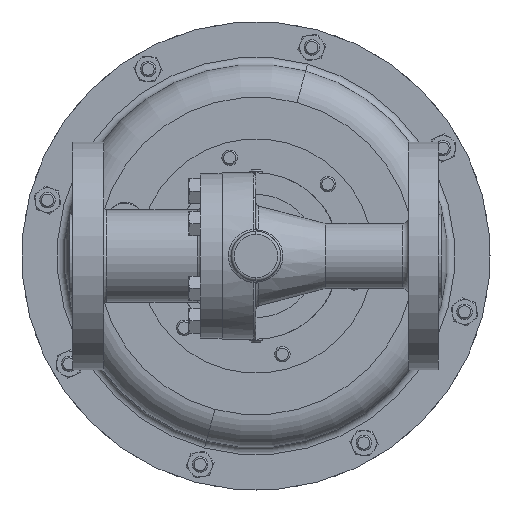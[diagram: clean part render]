
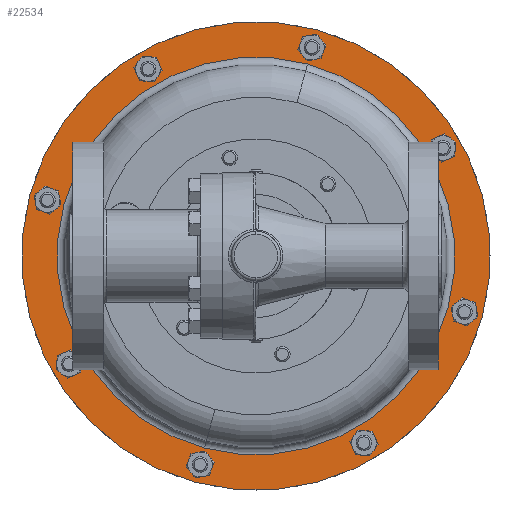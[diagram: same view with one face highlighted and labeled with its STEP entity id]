
A CAD part, front view. The second image highlights one B-rep face of the part: STEP entity #22534.
In plain terms, the highlighted planar face has unit normal (0, -1, 0).
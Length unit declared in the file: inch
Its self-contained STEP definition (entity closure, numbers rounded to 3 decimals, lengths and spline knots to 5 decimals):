
#17 = EDGE_CURVE ( 'NONE', #582, #12302, #14545, .T. ) ;
#582 = VERTEX_POINT ( 'NONE', #22584 ) ;
#838 = CIRCLE ( 'NONE', #2812, 4.029 ) ;
#1717 = FACE_OUTER_BOUND ( 'NONE', #25406, .T. ) ;
#1793 = DIRECTION ( 'NONE',  ( 0., -1., 0. ) ) ;
#1869 = AXIS2_PLACEMENT_3D ( 'NONE', #13978, #2120, #15944 ) ;
#2120 = DIRECTION ( 'NONE',  ( 0., 1., 0. ) ) ;
#2812 = AXIS2_PLACEMENT_3D ( 'NONE', #11798, #25654, #13797 ) ;
#3567 = FACE_BOUND ( 'NONE', #22918, .T. ) ;
#3854 = AXIS2_PLACEMENT_3D ( 'NONE', #11209, #25059, #13212 ) ;
#3858 = ORIENTED_EDGE ( 'NONE', *, *, #6853, .T. ) ;
#6853 = EDGE_CURVE ( 'NONE', #24222, #18110, #838, .T. ) ;
#6919 = CIRCLE ( 'NONE', #1869, 4.029 ) ;
#7807 = CARTESIAN_POINT ( 'NONE',  ( 0.34286, 10.55036, 3.59738 ) ) ;
#9110 = AXIS2_PLACEMENT_3D ( 'NONE', #7807, #21659, #9796 ) ;
#9491 = EDGE_CURVE ( 'NONE', #18110, #24222, #6919, .T. ) ;
#9796 = DIRECTION ( 'NONE',  ( -0.259, 0., -0.966 ) ) ;
#10527 = EDGE_CURVE ( 'NONE', #12302, #582, #15851, .T. ) ;
#11209 = CARTESIAN_POINT ( 'NONE',  ( 0.34286, 10.55036, 3.59738 ) ) ;
#11798 = CARTESIAN_POINT ( 'NONE',  ( 0.34286, 10.55036, 3.59738 ) ) ;
#11804 = AXIS2_PLACEMENT_3D ( 'NONE', #19523, #1793, #15618 ) ;
#12293 = CARTESIAN_POINT ( 'NONE',  ( 1.57225, 10.55036, 8.18553 ) ) ;
#12302 = VERTEX_POINT ( 'NONE', #12293 ) ;
#12435 = ORIENTED_EDGE ( 'NONE', *, *, #17, .F. ) ;
#13212 = DIRECTION ( 'NONE',  ( -0.259, 0., -0.966 ) ) ;
#13521 = CARTESIAN_POINT ( 'NONE',  ( -0.69992, 10.55036, -0.29433 ) ) ;
#13649 = PLANE ( 'NONE',  #11804 ) ;
#13797 = DIRECTION ( 'NONE',  ( -0.259, 0., -0.966 ) ) ;
#13978 = CARTESIAN_POINT ( 'NONE',  ( 0.34286, 10.55036, 3.59738 ) ) ;
#14214 = ORIENTED_EDGE ( 'NONE', *, *, #10527, .F. ) ;
#14545 = CIRCLE ( 'NONE', #9110, 4.75 ) ;
#15618 = DIRECTION ( 'NONE',  ( 0.259, 0., 0.966 ) ) ;
#15851 = CIRCLE ( 'NONE', #3854, 4.75 ) ;
#15944 = DIRECTION ( 'NONE',  ( -0.259, 0., -0.966 ) ) ;
#18110 = VERTEX_POINT ( 'NONE', #18177 ) ;
#18177 = CARTESIAN_POINT ( 'NONE',  ( 1.38564, 10.55036, 7.4891 ) ) ;
#19523 = CARTESIAN_POINT ( 'NONE',  ( -4.24529, 10.55036, 4.82677 ) ) ;
#21659 = DIRECTION ( 'NONE',  ( 0., 1., 0. ) ) ;
#22534 = ADVANCED_FACE ( 'NONE', ( #3567, #1717 ), #13649, .T. ) ;
#22584 = CARTESIAN_POINT ( 'NONE',  ( -0.88653, 10.55036, -0.99076 ) ) ;
#22918 = EDGE_LOOP ( 'NONE', ( #3858, #23221 ) ) ;
#23221 = ORIENTED_EDGE ( 'NONE', *, *, #9491, .T. ) ;
#24222 = VERTEX_POINT ( 'NONE', #13521 ) ;
#25059 = DIRECTION ( 'NONE',  ( 0., 1., 0. ) ) ;
#25406 = EDGE_LOOP ( 'NONE', ( #12435, #14214 ) ) ;
#25654 = DIRECTION ( 'NONE',  ( 0., 1., 0. ) ) ;
